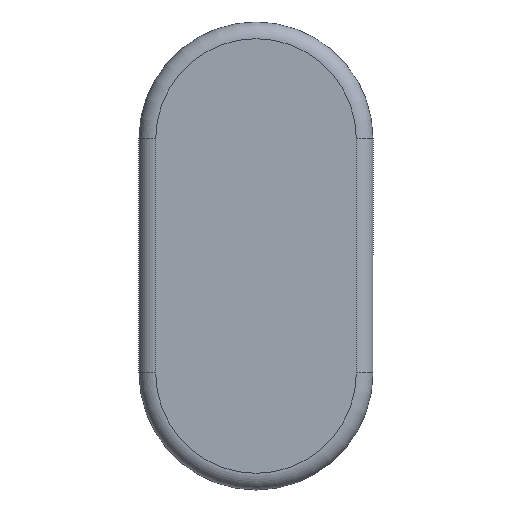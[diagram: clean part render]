
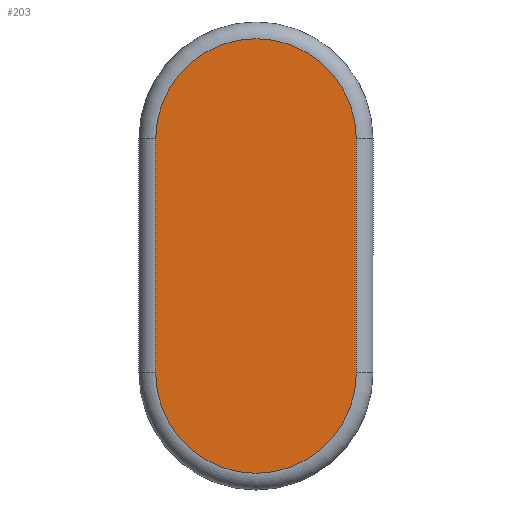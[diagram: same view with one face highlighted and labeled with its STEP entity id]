
A CAD part, front view. The second image highlights one B-rep face of the part: STEP entity #203.
In plain terms, the highlighted planar face has unit normal (0, -1, 0).
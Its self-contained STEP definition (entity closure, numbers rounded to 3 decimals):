
#16=PLANE($,#227);
#22=LINE($,#397,#32);
#23=LINE($,#400,#33);
#32=VECTOR($,#275,7.);
#33=VECTOR($,#278,7.);
#56=FACE_OUTER_BOUND($,#75,.T.);
#75=EDGE_LOOP($,(#155,#156,#157,#158));
#92=CIRCLE($,#228,3.);
#93=CIRCLE($,#229,3.);
#109=VERTEX_POINT($,#393);
#110=VERTEX_POINT($,#394);
#111=VERTEX_POINT($,#396);
#112=VERTEX_POINT($,#398);
#126=EDGE_CURVE($,#109,#110,#92,.T.);
#127=EDGE_CURVE($,#111,#109,#22,.T.);
#128=EDGE_CURVE($,#112,#111,#93,.T.);
#129=EDGE_CURVE($,#110,#112,#23,.T.);
#155=ORIENTED_EDGE($,*,*,#126,.F.);
#156=ORIENTED_EDGE($,*,*,#127,.F.);
#157=ORIENTED_EDGE($,*,*,#128,.F.);
#158=ORIENTED_EDGE($,*,*,#129,.F.);
#203=ADVANCED_FACE($,(#56),#16,.T.);
#227=AXIS2_PLACEMENT_3D($,#392,#271,#272);
#228=AXIS2_PLACEMENT_3D($,#395,#273,#274);
#229=AXIS2_PLACEMENT_3D($,#399,#276,#277);
#271=DIRECTION('center_axis',(0.,-1.,0.));
#272=DIRECTION('ref_axis',(0.,0.,-1.));
#273=DIRECTION('center_axis',(0.,1.,0.));
#274=DIRECTION('ref_axis',(-0.707,0.,-0.707));
#275=DIRECTION($,(0.,0.,-1.));
#276=DIRECTION('center_axis',(0.,1.,0.));
#277=DIRECTION('ref_axis',(0.,0.,1.));
#278=DIRECTION($,(0.,0.,1.));
#392=CARTESIAN_POINT('Origin',(-3.5,0.,7.));
#393=CARTESIAN_POINT('',(-0.5,0.,3.5));
#394=CARTESIAN_POINT('',(-6.5,0.,3.5));
#395=CARTESIAN_POINT('Origin',(-3.5,0.,3.5));
#396=CARTESIAN_POINT('',(-0.5,0.,10.5));
#397=CARTESIAN_POINT($,(-0.5,0.,10.5));
#398=CARTESIAN_POINT('',(-6.5,0.,10.5));
#399=CARTESIAN_POINT('Origin',(-3.5,0.,10.5));
#400=CARTESIAN_POINT($,(-6.5,0.,3.5));
